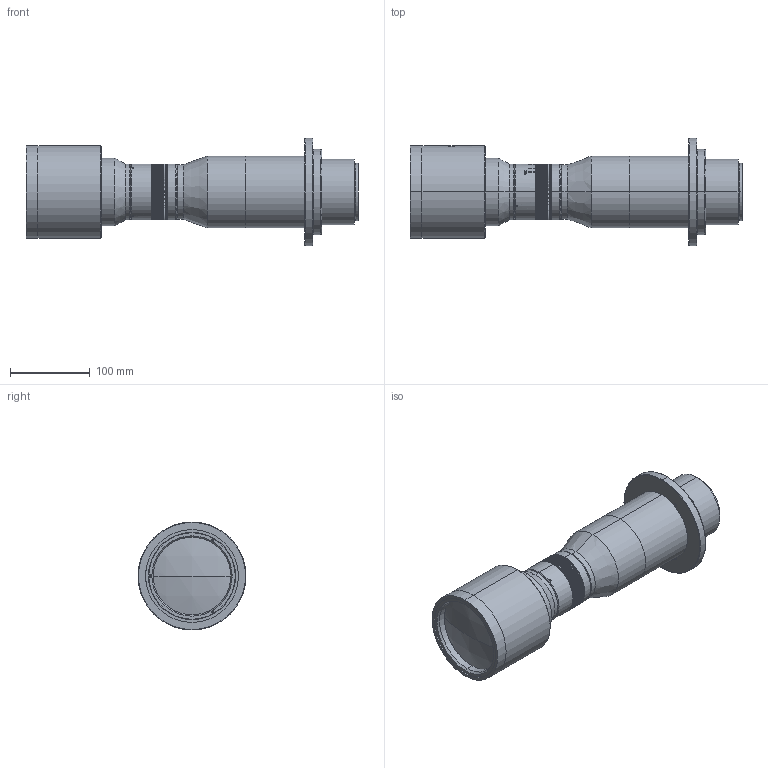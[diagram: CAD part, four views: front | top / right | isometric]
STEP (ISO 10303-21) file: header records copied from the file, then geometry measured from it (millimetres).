
FILE_DESCRIPTION (( 'STEP AP203' ), '1' );
FILE_NAME ('S5LPJ7209_M72_01.STEP', '2022-03-02T09:03:10', ( '' ), ( '' ), 'SwSTEP 2.0', 'SolidWorks 2021', '' );
FILE_SCHEMA (( 'CONFIG_CONTROL_DESIGN' ));
Length unit declared in the file: millimetre
Products named in the file (19): S5LDX7210_ 064; S5LPJ7209_M72_01; 558404; 558210; 558403; S5LDX7209_078; 558204_Gravur_S5LPJ7209-M72; 277423_R„ndel; DIN 913 - M3 x 4-N_DIN 913 - M3 x 4-N; DIN 912 M4 x 16 --- 16N_DIN 912 M4 x 16 --- 16N; 212815; 558207; 558209; 212817; DIN EN 28734 - 3 x 8 - A - St_DIN EN 28734 - 3 x 8 - A - St; 558211; 148911; 558402; 558206_Render
Assembly tree (30 placements, depth 2):
  S5LPJ7209_M72_01
    S5LDX7210_ 064
    S5LDX7209_078
    558402
    558403
    277423_R„ndel
    558404
    212815
    148911
    212817
    558204_Gravur_S5LPJ7209-M72
    558206_Render
    558207
    558209
    558210
    558211
    DIN 912 M4 x 16 --- 16N_DIN 912 M4 x 16 --- 16N  x3
    DIN 913 - M3 x 4-N_DIN 913 - M3 x 4-N  x11
    DIN EN 28734 - 3 x 8 - A - St_DIN EN 28734 - 3 x 8 - A - St
Bounding box: 415.11 x 135 x 135 mm (x, y, z)
Volume: 1477560.3 mm3; surface area: 390960.1 mm2
Topology: 30 solids, 30 shells, 1494 faces, 4253 edges, 2930 vertices
Faces by surface type: plane 668, cylinder 566, cone 154, torus 98, sphere 8
Entity records: 52700 total; most frequent: CARTESIAN_POINT 14907, ORIENTED_EDGE 7602, DIRECTION 7336, EDGE_CURVE 3801, VERTEX_POINT 2664, AXIS2_PLACEMENT_3D 2634, LINE 2068, VECTOR 2068
